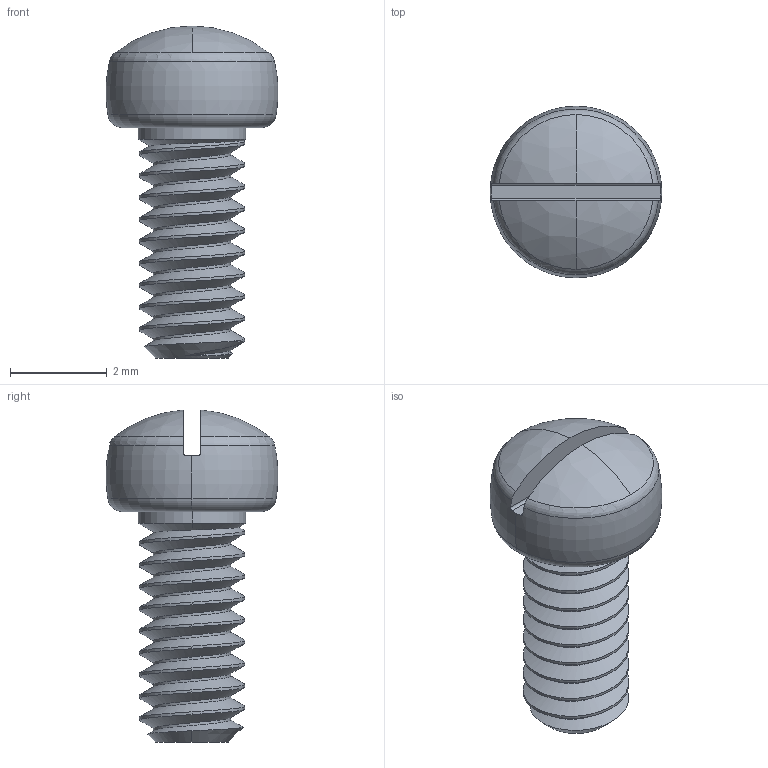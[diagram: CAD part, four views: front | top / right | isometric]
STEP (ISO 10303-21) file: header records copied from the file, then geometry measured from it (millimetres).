
FILE_DESCRIPTION (( 'STEP AP203' ), '1' );
FILE_NAME ('91794A076_Narrow Fillister Head Slotted Screw.STEP', '2022-11-30T16:02:04', ( 'Administrator' ), ( 'Managed by Terraform' ), 'SwSTEP 2.0', 'SolidWorks 2017', '' );
FILE_SCHEMA (( 'CONFIG_CONTROL_DESIGN' ));
Length unit declared in the file: inch
Products named in the file (1): 91794A076_Narrow Fillister Head Slotted Screw
Bounding box: 3.55 x 3.55 x 6.86 mm (x, y, z)
Volume: 29.6 mm3; surface area: 90.4 mm2
Topology: 1 solids, 2 shells, 52 faces, 136 edges, 89 vertices
Faces by surface type: cylinder 24, bspline 7, plane 7, torus 6, cone 4, sphere 4
Entity records: 4156 total; most frequent: CARTESIAN_POINT 2989, ORIENTED_EDGE 272, DIRECTION 185, EDGE_CURVE 136, VERTEX_POINT 89, AXIS2_PLACEMENT_3D 78, EDGE_LOOP 53, ADVANCED_FACE 52
